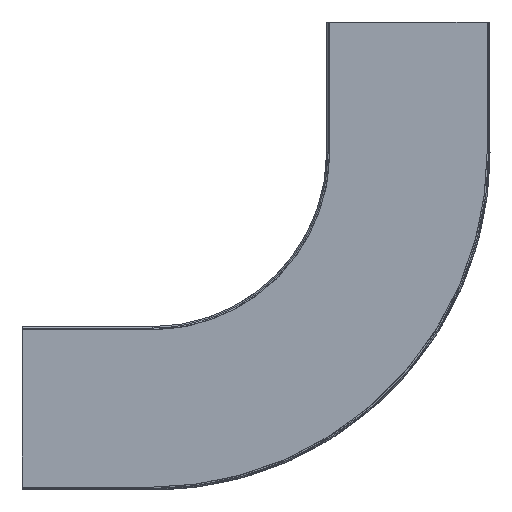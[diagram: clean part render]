
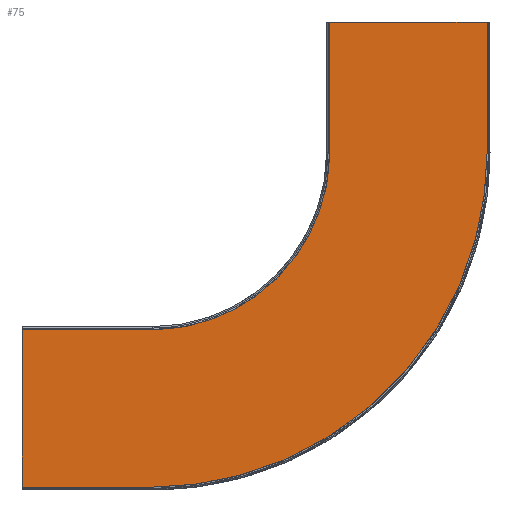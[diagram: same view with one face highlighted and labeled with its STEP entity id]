
A CAD part, left-side view. The second image highlights one B-rep face of the part: STEP entity #75.
In plain terms, the highlighted planar face has unit normal (-1, 0, 0).
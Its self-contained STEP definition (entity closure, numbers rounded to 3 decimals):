
#75=ADVANCED_FACE('',(#145),#1114,.T.);
#145=FACE_OUTER_BOUND('',#215,.T.);
#215=EDGE_LOOP('',(#495,#496,#497,#498,#499,#500,#501,#502));
#495=ORIENTED_EDGE('',*,*,#695,.F.);
#496=ORIENTED_EDGE('',*,*,#727,.F.);
#497=ORIENTED_EDGE('',*,*,#728,.T.);
#498=ORIENTED_EDGE('',*,*,#729,.T.);
#499=ORIENTED_EDGE('',*,*,#730,.T.);
#500=ORIENTED_EDGE('',*,*,#731,.T.);
#501=ORIENTED_EDGE('',*,*,#732,.T.);
#502=ORIENTED_EDGE('',*,*,#733,.T.);
#695=EDGE_CURVE('',#1012,#1013,#903,.T.);
#727=EDGE_CURVE('',#1036,#1012,#814,.T.);
#728=EDGE_CURVE('',#1036,#1037,#815,.T.);
#729=EDGE_CURVE('',#1037,#1038,#924,.T.);
#730=EDGE_CURVE('',#1038,#1039,#925,.T.);
#731=EDGE_CURVE('',#1039,#1040,#926,.T.);
#732=EDGE_CURVE('',#1040,#1041,#816,.T.);
#733=EDGE_CURVE('',#1041,#1013,#927,.T.);
#814=(
BOUNDED_CURVE()
B_SPLINE_CURVE(1,(#2809,#2810),.UNSPECIFIED.,.F.,.F.)
B_SPLINE_CURVE_WITH_KNOTS((2,2),(0.,90.),.UNSPECIFIED.)
CURVE()
GEOMETRIC_REPRESENTATION_ITEM()
RATIONAL_B_SPLINE_CURVE((1.,1.))
REPRESENTATION_ITEM('')
);
#815=(
BOUNDED_CURVE()
B_SPLINE_CURVE(2,(#2811,#2812,#2813),.UNSPECIFIED.,.F.,.F.)
B_SPLINE_CURVE_WITH_KNOTS((3,3),(0.,192.815),.UNSPECIFIED.)
CURVE()
GEOMETRIC_REPRESENTATION_ITEM()
RATIONAL_B_SPLINE_CURVE((1.,0.707,1.))
REPRESENTATION_ITEM('')
);
#816=(
BOUNDED_CURVE()
B_SPLINE_CURVE(2,(#2820,#2821,#2822),.UNSPECIFIED.,.F.,.F.)
B_SPLINE_CURVE_WITH_KNOTS((3,3),(0.,364.032),.UNSPECIFIED.)
CURVE()
GEOMETRIC_REPRESENTATION_ITEM()
RATIONAL_B_SPLINE_CURVE((1.,0.707,1.))
REPRESENTATION_ITEM('')
);
#903=B_SPLINE_CURVE_WITH_KNOTS('',1,(#2736,#2737),.UNSPECIFIED.,.F.,.F.,
(2,2),(0.,109.),.UNSPECIFIED.);
#924=B_SPLINE_CURVE_WITH_KNOTS('',1,(#2814,#2815),.UNSPECIFIED.,.F.,.F.,
(2,2),(-90.,0.),.UNSPECIFIED.);
#925=B_SPLINE_CURVE_WITH_KNOTS('',1,(#2816,#2817),.UNSPECIFIED.,.F.,.F.,
(2,2),(0.,109.),.UNSPECIFIED.);
#926=B_SPLINE_CURVE_WITH_KNOTS('',1,(#2818,#2819),.UNSPECIFIED.,.F.,.F.,
(2,2),(-90.,0.),.UNSPECIFIED.);
#927=B_SPLINE_CURVE_WITH_KNOTS('',1,(#2823,#2824),.UNSPECIFIED.,.F.,.F.,
(2,2),(-90.,0.),.UNSPECIFIED.);
#1012=VERTEX_POINT('',#2679);
#1013=VERTEX_POINT('',#2680);
#1036=VERTEX_POINT('',#2703);
#1037=VERTEX_POINT('',#2704);
#1038=VERTEX_POINT('',#2705);
#1039=VERTEX_POINT('',#2706);
#1040=VERTEX_POINT('',#2707);
#1041=VERTEX_POINT('',#2708);
#1114=PLANE('',#1191);
#1191=AXIS2_PLACEMENT_3D('',#2177,#1233,$);
#1233=DIRECTION('',(-1.,0.,0.));
#2177=CARTESIAN_POINT('',(-301.5,355.526,-279.526));
#2679=CARTESIAN_POINT('',(-301.5,110.,75.));
#2680=CARTESIAN_POINT('',(-301.5,1.,75.));
#2703=CARTESIAN_POINT('',(-301.5,110.,-15.));
#2704=CARTESIAN_POINT('',(-301.5,232.75,-137.75));
#2705=CARTESIAN_POINT('',(-301.5,322.75,-137.75));
#2706=CARTESIAN_POINT('',(-301.5,322.75,-246.75));
#2707=CARTESIAN_POINT('',(-301.5,232.75,-246.75));
#2708=CARTESIAN_POINT('',(-301.5,1.,-15.));
#2736=CARTESIAN_POINT('',(-301.5,110.,75.));
#2737=CARTESIAN_POINT('',(-301.5,1.,75.));
#2809=CARTESIAN_POINT('',(-301.5,110.,-15.));
#2810=CARTESIAN_POINT('',(-301.5,110.,75.));
#2811=CARTESIAN_POINT('',(-301.5,110.,-15.));
#2812=CARTESIAN_POINT('',(-301.5,110.,-137.75));
#2813=CARTESIAN_POINT('',(-301.5,232.75,-137.75));
#2814=CARTESIAN_POINT('',(-301.5,232.75,-137.75));
#2815=CARTESIAN_POINT('',(-301.5,322.75,-137.75));
#2816=CARTESIAN_POINT('',(-301.5,322.75,-137.75));
#2817=CARTESIAN_POINT('',(-301.5,322.75,-246.75));
#2818=CARTESIAN_POINT('',(-301.5,322.75,-246.75));
#2819=CARTESIAN_POINT('',(-301.5,232.75,-246.75));
#2820=CARTESIAN_POINT('',(-301.5,232.75,-246.75));
#2821=CARTESIAN_POINT('',(-301.5,1.,-246.75));
#2822=CARTESIAN_POINT('',(-301.5,1.,-15.));
#2823=CARTESIAN_POINT('',(-301.5,1.,-15.));
#2824=CARTESIAN_POINT('',(-301.5,1.,75.));
